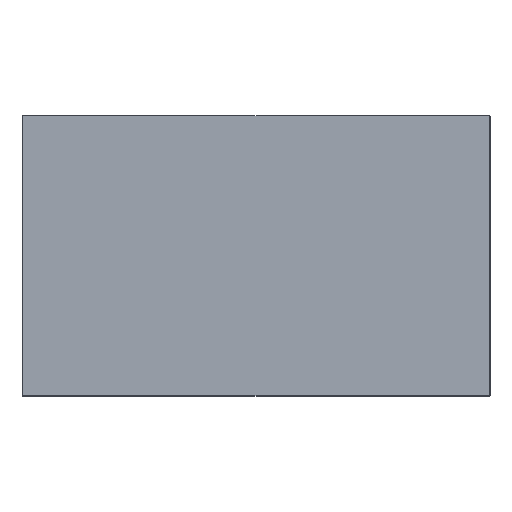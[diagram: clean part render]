
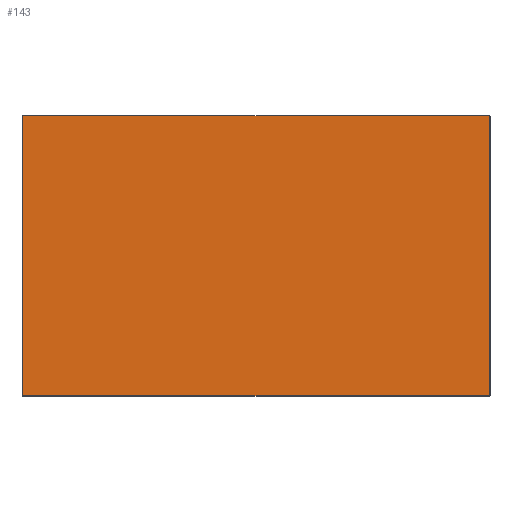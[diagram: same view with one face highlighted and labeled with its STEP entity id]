
A CAD part, top view. The second image highlights one B-rep face of the part: STEP entity #143.
In plain terms, the highlighted face is planar.
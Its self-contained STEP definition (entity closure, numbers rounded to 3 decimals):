
#143=ADVANCED_FACE('',(#198),#859,.T.);
#198=FACE_OUTER_BOUND('',#253,.T.);
#253=EDGE_LOOP('',(#321,#322,#323,#324));
#321=ORIENTED_EDGE('',*,*,#543,.T.);
#322=ORIENTED_EDGE('',*,*,#553,.T.);
#323=ORIENTED_EDGE('',*,*,#554,.T.);
#324=ORIENTED_EDGE('',*,*,#555,.T.);
#543=EDGE_CURVE('',#776,#775,#675,.T.);
#553=EDGE_CURVE('',#775,#785,#685,.T.);
#554=EDGE_CURVE('',#785,#786,#686,.T.);
#555=EDGE_CURVE('',#786,#776,#687,.T.);
#675=B_SPLINE_CURVE_WITH_KNOTS('',1,(#1401,#1402),.UNSPECIFIED.,.F.,.F.,
(2,2),(-598.,0.),.UNSPECIFIED.);
#685=B_SPLINE_CURVE_WITH_KNOTS('',1,(#1421,#1422),.UNSPECIFIED.,.F.,.F.,
(2,2),(0.,359.),.UNSPECIFIED.);
#686=B_SPLINE_CURVE_WITH_KNOTS('',1,(#1423,#1424),.UNSPECIFIED.,.F.,.F.,
(2,2),(0.,598.),.UNSPECIFIED.);
#687=B_SPLINE_CURVE_WITH_KNOTS('',1,(#1425,#1426),.UNSPECIFIED.,.F.,.F.,
(2,2),(0.,359.),.UNSPECIFIED.);
#775=VERTEX_POINT('',#1367);
#776=VERTEX_POINT('',#1368);
#785=VERTEX_POINT('',#1377);
#786=VERTEX_POINT('',#1378);
#859=PLANE('',#1023);
#1023=AXIS2_PLACEMENT_3D('',#1164,#1091,$);
#1091=DIRECTION('',(0.,1.,0.));
#1164=CARTESIAN_POINT('',(-358.8,50.,-215.9));
#1367=CARTESIAN_POINT('',(-299.,50.,-180.));
#1368=CARTESIAN_POINT('',(299.,50.,-180.));
#1377=CARTESIAN_POINT('',(-299.,50.,179.));
#1378=CARTESIAN_POINT('',(299.,50.,179.));
#1401=CARTESIAN_POINT('',(299.,50.,-180.));
#1402=CARTESIAN_POINT('',(-299.,50.,-180.));
#1421=CARTESIAN_POINT('',(-299.,50.,-180.));
#1422=CARTESIAN_POINT('',(-299.,50.,179.));
#1423=CARTESIAN_POINT('',(-299.,50.,179.));
#1424=CARTESIAN_POINT('',(299.,50.,179.));
#1425=CARTESIAN_POINT('',(299.,50.,179.));
#1426=CARTESIAN_POINT('',(299.,50.,-180.));
